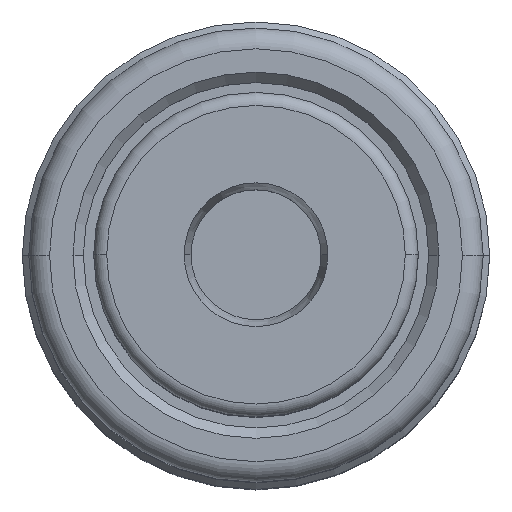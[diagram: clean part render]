
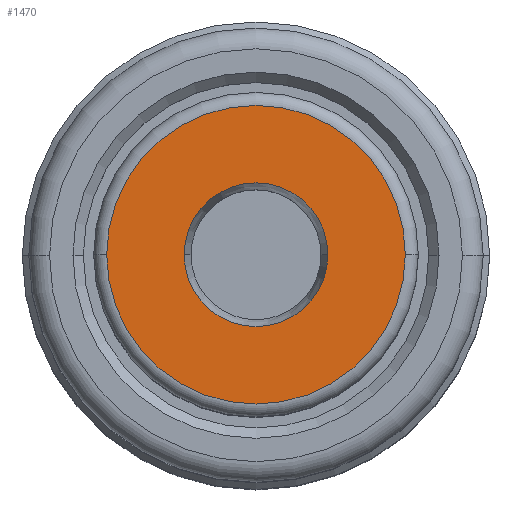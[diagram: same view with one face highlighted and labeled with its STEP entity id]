
A CAD part, top view. The second image highlights one B-rep face of the part: STEP entity #1470.
In plain terms, the highlighted planar face has unit normal (0, 0, 1).
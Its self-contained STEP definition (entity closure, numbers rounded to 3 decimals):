
#69 = PLANE ( 'NONE',  #1229 ) ;
#86 = DIRECTION ( 'NONE',  ( 0., 0., -1. ) ) ;
#107 = VERTEX_POINT ( 'NONE', #1652 ) ;
#126 = ORIENTED_EDGE ( 'NONE', *, *, #875, .T. ) ;
#198 = ORIENTED_EDGE ( 'NONE', *, *, #1264, .F. ) ;
#309 = EDGE_CURVE ( 'NONE', #1732, #359, #1887, .T. ) ;
#359 = VERTEX_POINT ( 'NONE', #1677 ) ;
#404 = CARTESIAN_POINT ( 'NONE',  ( 0., 0., 11.3 ) ) ;
#560 = EDGE_CURVE ( 'NONE', #107, #1934, #1113, .T. ) ;
#565 = ORIENTED_EDGE ( 'NONE', *, *, #560, .T. ) ;
#566 = EDGE_LOOP ( 'NONE', ( #565, #126 ) ) ;
#623 = CARTESIAN_POINT ( 'NONE',  ( -5.75, 0., 11.3 ) ) ;
#684 = FACE_BOUND ( 'NONE', #566, .T. ) ;
#689 = DIRECTION ( 'NONE',  ( 0., 0., -1. ) ) ;
#712 = CARTESIAN_POINT ( 'NONE',  ( -2.768, 0., 11.3 ) ) ;
#728 = FACE_OUTER_BOUND ( 'NONE', #1414, .T. ) ;
#875 = EDGE_CURVE ( 'NONE', #1934, #107, #2078, .T. ) ;
#900 = DIRECTION ( 'NONE',  ( 0., 0., -1. ) ) ;
#989 = AXIS2_PLACEMENT_3D ( 'NONE', #1384, #1284, #1043 ) ;
#1040 = ORIENTED_EDGE ( 'NONE', *, *, #309, .F. ) ;
#1043 = DIRECTION ( 'NONE',  ( -1., 0., 0. ) ) ;
#1091 = AXIS2_PLACEMENT_3D ( 'NONE', #1896, #86, #1277 ) ;
#1113 = CIRCLE ( 'NONE', #1867, 2.768 ) ;
#1229 = AXIS2_PLACEMENT_3D ( 'NONE', #1552, #1370, #1540 ) ;
#1264 = EDGE_CURVE ( 'NONE', #359, #1732, #2005, .T. ) ;
#1277 = DIRECTION ( 'NONE',  ( -1., 0., 0. ) ) ;
#1284 = DIRECTION ( 'NONE',  ( 0., 0., -1. ) ) ;
#1348 = DIRECTION ( 'NONE',  ( -1., 0., 0. ) ) ;
#1370 = DIRECTION ( 'NONE',  ( 0., 0., -1. ) ) ;
#1384 = CARTESIAN_POINT ( 'NONE',  ( 0., 0., 11.3 ) ) ;
#1414 = EDGE_LOOP ( 'NONE', ( #1040, #198 ) ) ;
#1416 = AXIS2_PLACEMENT_3D ( 'NONE', #404, #900, #1348 ) ;
#1470 = ADVANCED_FACE ( 'NONE', ( #684, #728 ), #69, .F. ) ;
#1540 = DIRECTION ( 'NONE',  ( -1., 0., 0. ) ) ;
#1552 = CARTESIAN_POINT ( 'NONE',  ( 0., 5.75, 11.3 ) ) ;
#1652 = CARTESIAN_POINT ( 'NONE',  ( 2.768, 0., 11.3 ) ) ;
#1677 = CARTESIAN_POINT ( 'NONE',  ( 5.75, 0., 11.3 ) ) ;
#1732 = VERTEX_POINT ( 'NONE', #623 ) ;
#1867 = AXIS2_PLACEMENT_3D ( 'NONE', #2092, #689, #1984 ) ;
#1887 = CIRCLE ( 'NONE', #1091, 5.75 ) ;
#1896 = CARTESIAN_POINT ( 'NONE',  ( 0., 0., 11.3 ) ) ;
#1934 = VERTEX_POINT ( 'NONE', #712 ) ;
#1984 = DIRECTION ( 'NONE',  ( -1., 0., 0. ) ) ;
#2005 = CIRCLE ( 'NONE', #989, 5.75 ) ;
#2078 = CIRCLE ( 'NONE', #1416, 2.768 ) ;
#2092 = CARTESIAN_POINT ( 'NONE',  ( 0., 0., 11.3 ) ) ;
